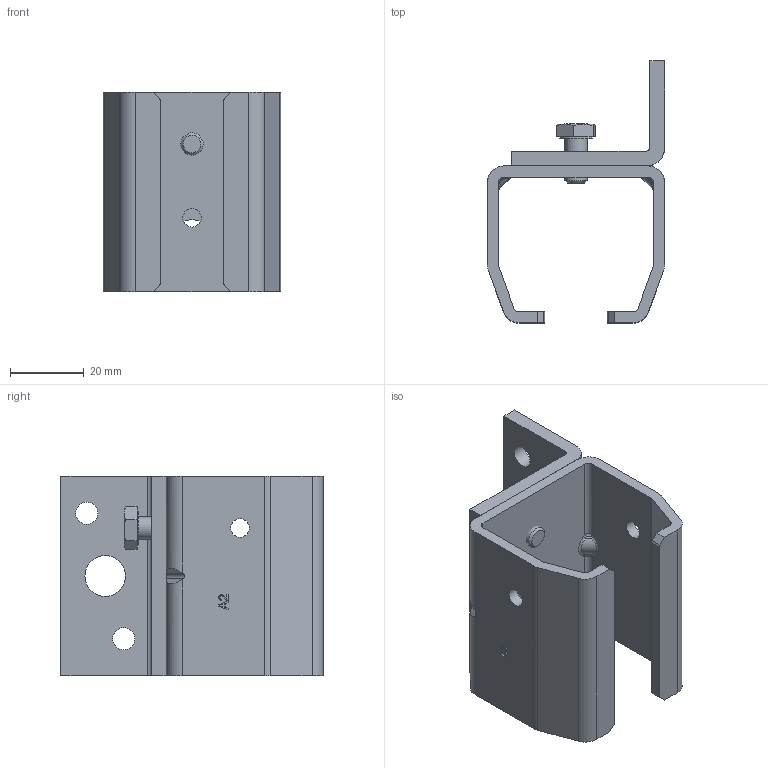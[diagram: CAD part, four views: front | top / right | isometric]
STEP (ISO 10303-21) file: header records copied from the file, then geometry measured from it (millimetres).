
FILE_DESCRIPTION(/* description */ (''),/* implementation_level */ '2;1');
FILE_NAME(/* name */ '9038VXA2.stp',/* time_stamp */ '2019-08-23T08:51:18+02:00',/* author */ ('Marc'),/* organization */ (''),/* preprocessor_version */ 'ST-DEVELOPER v17.2',/* originating_system */ 'Autodesk Inventor 2019',/* authorisation */ '');
FILE_SCHEMA (('AUTOMOTIVE_DESIGN { 1 0 10303 214 3 1 1 }'));
Length unit declared in the file: millimetre
Products named in the file (4): 9038VXA2; 15701; 15679-C; 04018
Assembly tree (3 placements, depth 2):
  9038VXA2
    15701
    15679-C
    04018
Bounding box: 48 x 71 x 54 mm (x, y, z)
Volume: 35894.7 mm3; surface area: 24687.9 mm2
Topology: 3 solids, 3 shells, 244 faces, 625 edges, 413 vertices
Faces by surface type: plane 146, cylinder 69, bspline 19, cone 7, sphere 3
Full cylindrical faces by diameter (mm): 1.151 x2, 1.25 x2, 5 x4, 6 x3, 8.88 x1, 11 x3
Entity records: 7860 total; most frequent: CARTESIAN_POINT 1689, ORIENTED_EDGE 1250, DIRECTION 1220, EDGE_CURVE 625, LINE 426, VECTOR 426, VERTEX_POINT 413, AXIS2_PLACEMENT_3D 397
